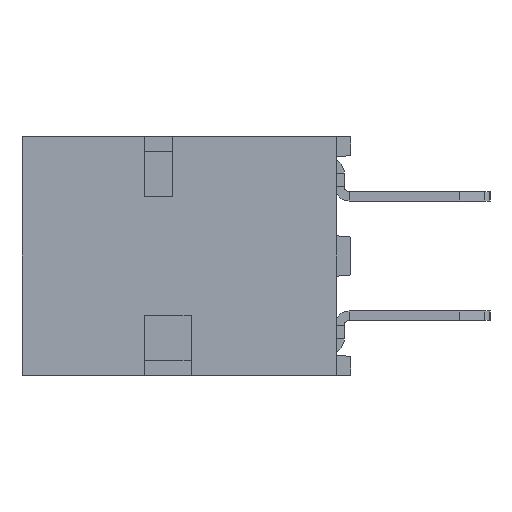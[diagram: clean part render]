
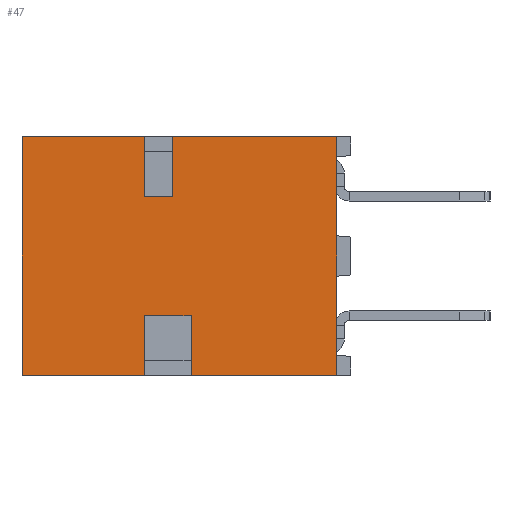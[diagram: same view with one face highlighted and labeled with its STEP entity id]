
A CAD part, left-side view. The second image highlights one B-rep face of the part: STEP entity #47.
In plain terms, the highlighted planar face has unit normal (-1, 0, 0).
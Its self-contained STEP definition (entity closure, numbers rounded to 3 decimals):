
#47=ADVANCED_FACE('3577',(#1669),#1670,.T.);
#1669=FACE_OUTER_BOUND('',#4963,.T.);
#1670=PLANE('',#4964);
#4963=EDGE_LOOP('',(#8346,#8347,#8348,#8349,#8350,#8351,#8352,#8353,#8354,#8355,#8356,#8357));
#4964=AXIS2_PLACEMENT_3D('',#8358,#8359,#8360);
#8346=ORIENTED_EDGE('',*,*,#20687,.F.);
#8347=ORIENTED_EDGE('',*,*,#20688,.T.);
#8348=ORIENTED_EDGE('',*,*,#20689,.T.);
#8349=ORIENTED_EDGE('',*,*,#20690,.F.);
#8350=ORIENTED_EDGE('',*,*,#20691,.F.);
#8351=ORIENTED_EDGE('',*,*,#20574,.T.);
#8352=ORIENTED_EDGE('',*,*,#20692,.T.);
#8353=ORIENTED_EDGE('',*,*,#20693,.T.);
#8354=ORIENTED_EDGE('',*,*,#20694,.F.);
#8355=ORIENTED_EDGE('',*,*,#20695,.F.);
#8356=ORIENTED_EDGE('',*,*,#20696,.F.);
#8357=ORIENTED_EDGE('',*,*,#20697,.F.);
#8358=CARTESIAN_POINT('',(-17.74,0.0,2.54));
#8359=DIRECTION('',(-1.0,0.0,0.0));
#8360=DIRECTION('',(0.0,0.0,1.0));
#20574=EDGE_CURVE('5167',#24356,#24360,#24362,.T.);
#20687=EDGE_CURVE('6235',#24587,#24588,#24589,.T.);
#20688=EDGE_CURVE('6139',#24587,#24590,#24591,.T.);
#20689=EDGE_CURVE('6133',#24590,#24592,#24593,.T.);
#20690=EDGE_CURVE('6134',#24594,#24592,#24595,.T.);
#20691=EDGE_CURVE('6138',#24356,#24594,#24596,.T.);
#20692=EDGE_CURVE('6032',#24360,#24597,#24598,.T.);
#20693=EDGE_CURVE('6004',#24597,#24599,#24600,.T.);
#20694=EDGE_CURVE('6003',#24601,#24599,#24602,.T.);
#20695=EDGE_CURVE('6132',#24603,#24601,#24604,.T.);
#20696=EDGE_CURVE('6234',#24605,#24603,#24606,.T.);
#20697=EDGE_CURVE('6226',#24588,#24605,#24607,.T.);
#24356=VERTEX_POINT('',#30444);
#24360=VERTEX_POINT('',#30450);
#24362=LINE('',#30453,#30454);
#24587=VERTEX_POINT('',#30791);
#24588=VERTEX_POINT('',#30792);
#24589=LINE('',#30793,#30794);
#24590=VERTEX_POINT('',#30795);
#24591=LINE('',#30796,#30797);
#24592=VERTEX_POINT('',#30798);
#24593=LINE('',#30799,#30800);
#24594=VERTEX_POINT('',#30801);
#24595=LINE('',#30802,#30803);
#24596=LINE('',#30804,#30805);
#24597=VERTEX_POINT('',#30806);
#24598=LINE('',#30807,#30808);
#24599=VERTEX_POINT('',#30809);
#24600=LINE('',#30810,#30811);
#24601=VERTEX_POINT('',#30812);
#24602=LINE('',#30813,#30814);
#24603=VERTEX_POINT('',#30815);
#24604=LINE('',#30816,#30817);
#24605=VERTEX_POINT('',#30818);
#24606=LINE('',#30819,#30820);
#24607=LINE('',#30821,#30822);
#30444=CARTESIAN_POINT('',(-17.74,0.0,2.54));
#30450=CARTESIAN_POINT('',(-17.74,0.0,-2.54));
#30453=CARTESIAN_POINT('',(-17.74,0.0,2.54));
#30454=VECTOR('',#40038,5.08);
#30791=CARTESIAN_POINT('',(-17.74,-3.2,2.54));
#30792=CARTESIAN_POINT('',(-17.74,-6.7,2.54));
#30793=CARTESIAN_POINT('',(-17.74,-3.2,2.54));
#30794=VECTOR('',#40151,3.5);
#30795=CARTESIAN_POINT('',(-17.74,-3.2,1.27));
#30796=CARTESIAN_POINT('',(-17.74,-3.2,2.54));
#30797=VECTOR('',#40152,1.27);
#30798=CARTESIAN_POINT('',(-17.74,-2.6,1.27));
#30799=CARTESIAN_POINT('',(-17.74,-3.2,1.27));
#30800=VECTOR('',#40153,0.6);
#30801=CARTESIAN_POINT('',(-17.74,-2.6,2.54));
#30802=CARTESIAN_POINT('',(-17.74,-2.6,2.54));
#30803=VECTOR('',#40154,1.27);
#30804=CARTESIAN_POINT('',(-17.74,0.0,2.54));
#30805=VECTOR('',#40155,2.6);
#30806=CARTESIAN_POINT('',(-17.74,-2.6,-2.54));
#30807=CARTESIAN_POINT('',(-17.74,0.0,-2.54));
#30808=VECTOR('',#40156,2.6);
#30809=CARTESIAN_POINT('',(-17.74,-2.6,-1.27));
#30810=CARTESIAN_POINT('',(-17.74,-2.6,-2.54));
#30811=VECTOR('',#40157,1.27);
#30812=CARTESIAN_POINT('',(-17.74,-3.6,-1.27));
#30813=CARTESIAN_POINT('',(-17.74,-3.6,-1.27));
#30814=VECTOR('',#40158,1.0);
#30815=CARTESIAN_POINT('',(-17.74,-3.6,-2.54));
#30816=CARTESIAN_POINT('',(-17.74,-3.6,-2.54));
#30817=VECTOR('',#40159,1.27);
#30818=CARTESIAN_POINT('',(-17.74,-6.7,-2.54));
#30819=CARTESIAN_POINT('',(-17.74,-6.7,-2.54));
#30820=VECTOR('',#40160,3.1);
#30821=CARTESIAN_POINT('',(-17.74,-6.7,2.54));
#30822=VECTOR('',#40161,5.08);
#40038=DIRECTION('',(0.0,0.0,-1.0));
#40151=DIRECTION('',(0.0,-1.0,0.0));
#40152=DIRECTION('',(0.0,0.0,-1.0));
#40153=DIRECTION('',(0.0,1.0,0.0));
#40154=DIRECTION('',(0.0,0.0,-1.0));
#40155=DIRECTION('',(0.0,-1.0,0.0));
#40156=DIRECTION('',(0.0,-1.0,0.0));
#40157=DIRECTION('',(0.0,0.0,1.0));
#40158=DIRECTION('',(0.0,1.0,0.0));
#40159=DIRECTION('',(0.0,0.0,1.0));
#40160=DIRECTION('',(0.0,1.0,0.0));
#40161=DIRECTION('',(0.0,0.0,-1.0));
